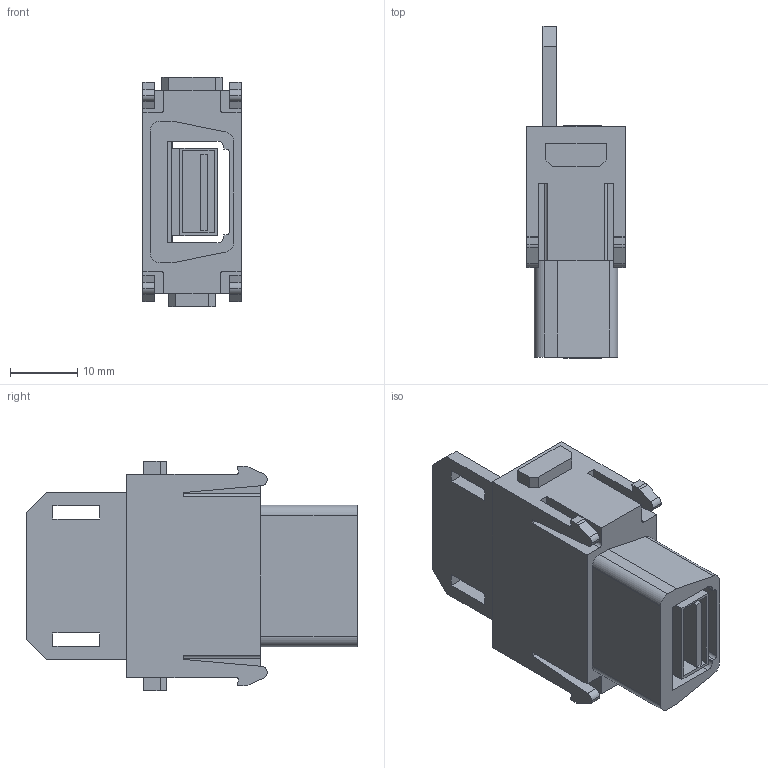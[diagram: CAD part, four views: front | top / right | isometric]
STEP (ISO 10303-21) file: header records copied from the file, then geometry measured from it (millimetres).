
FILE_DESCRIPTION((''),'2;1');
FILE_NAME('HM-USB3_0-F_SW0001','2022-02-23T16:53:58',('xl.su'),(''),'CREO PARAMETRIC BY PTC INC, 2017110','CREO PARAMETRIC BY PTC INC, 2017110','');
FILE_SCHEMA(('CONFIG_CONTROL_DESIGN'));
Length unit declared in the file: inch
Products named in the file (1): HM-USB3_0-F_SW0001
Bounding box: 14.65 x 49.5 x 34.2 mm (x, y, z)
Volume: 9852.5 mm3; surface area: 9007.1 mm2
Topology: 1 solids, 1 shells, 153 faces, 424 edges, 282 vertices
Faces by surface type: plane 123, cylinder 30
Entity records: 4897 total; most frequent: CARTESIAN_POINT 886, ORIENTED_EDGE 848, DIRECTION 774, EDGE_CURVE 424, VECTOR 364, LINE 364, VERTEX_POINT 282, AXIS2_PLACEMENT_3D 205
